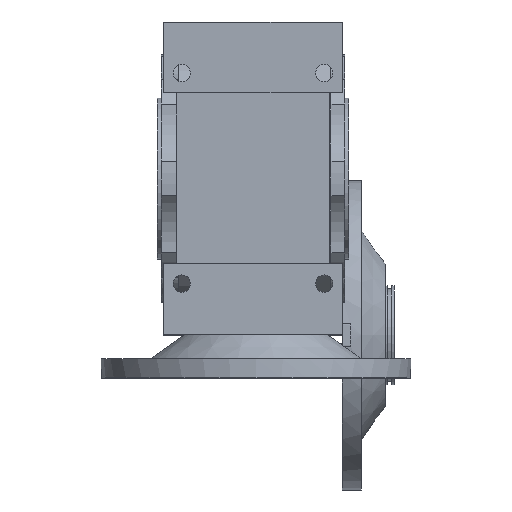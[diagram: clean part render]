
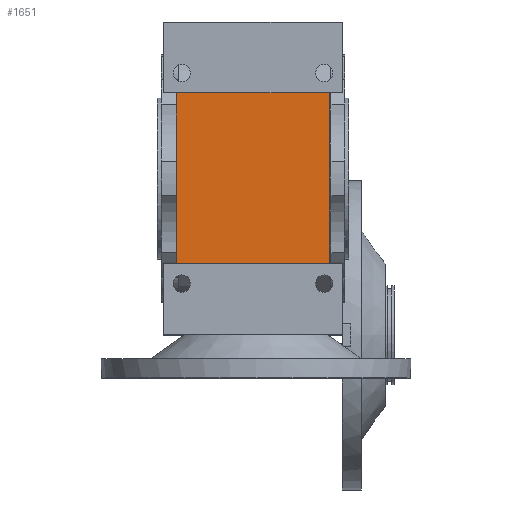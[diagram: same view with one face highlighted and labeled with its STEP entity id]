
A CAD part, top view. The second image highlights one B-rep face of the part: STEP entity #1651.
In plain terms, the highlighted planar face has unit normal (0, 0, 1).
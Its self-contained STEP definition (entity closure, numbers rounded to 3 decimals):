
#1651 = ADVANCED_FACE( '', ( #3541 ), #3542, .F. );
#3541 = FACE_OUTER_BOUND( '', #5467, .T. );
#3542 = PLANE( '', #5468 );
#5467 = EDGE_LOOP( '', ( #9524, #9525, #9526, #9527 ) );
#5468 = AXIS2_PLACEMENT_3D( '', #9528, #9529, #9530 );
#9524 = ORIENTED_EDGE( '', *, *, #11237, .T. );
#9525 = ORIENTED_EDGE( '', *, *, #11030, .T. );
#9526 = ORIENTED_EDGE( '', *, *, #10656, .T. );
#9527 = ORIENTED_EDGE( '', *, *, #11266, .F. );
#9528 = CARTESIAN_POINT( '', ( 1909.487, 195.25, 288. ) );
#9529 = DIRECTION( '', ( 0., 0., -1. ) );
#9530 = DIRECTION( '', ( -1., 0., 0. ) );
#10656 = EDGE_CURVE( '', #12777, #12775, #12778, .T. );
#11030 = EDGE_CURVE( '', #13292, #12777, #13295, .T. );
#11237 = EDGE_CURVE( '', #13536, #13292, #13538, .T. );
#11266 = EDGE_CURVE( '', #13536, #12775, #13566, .T. );
#12775 = VERTEX_POINT( '', #15488 );
#12777 = VERTEX_POINT( '', #15491 );
#12778 = LINE( '', #15492, #15493 );
#13292 = VERTEX_POINT( '', #16123 );
#13295 = LINE( '', #16128, #16129 );
#13536 = VERTEX_POINT( '', #16414 );
#13538 = LINE( '', #16417, #16418 );
#13566 = LINE( '', #16450, #16451 );
#15488 = CARTESIAN_POINT( '', ( -134., 57.25, 288. ) );
#15491 = CARTESIAN_POINT( '', ( -134., 195.25, 288. ) );
#15492 = CARTESIAN_POINT( '', ( -134., 195.25, 288. ) );
#15493 = VECTOR( '', #17733, 1000. );
#16123 = CARTESIAN_POINT( '', ( -10., 195.25, 288. ) );
#16128 = CARTESIAN_POINT( '', ( 1909.487, 195.25, 288. ) );
#16129 = VECTOR( '', #18215, 1000. );
#16414 = CARTESIAN_POINT( '', ( -10., 57.25, 288. ) );
#16417 = CARTESIAN_POINT( '', ( -10., 252.5, 288. ) );
#16418 = VECTOR( '', #18405, 1000. );
#16450 = CARTESIAN_POINT( '', ( 1909.487, 57.25, 288. ) );
#16451 = VECTOR( '', #18413, 1000. );
#17733 = DIRECTION( '', ( 0., -1., 0. ) );
#18215 = DIRECTION( '', ( -1., 0., 0. ) );
#18405 = DIRECTION( '', ( 0., 1., 0. ) );
#18413 = DIRECTION( '', ( -1., 0., 0. ) );
